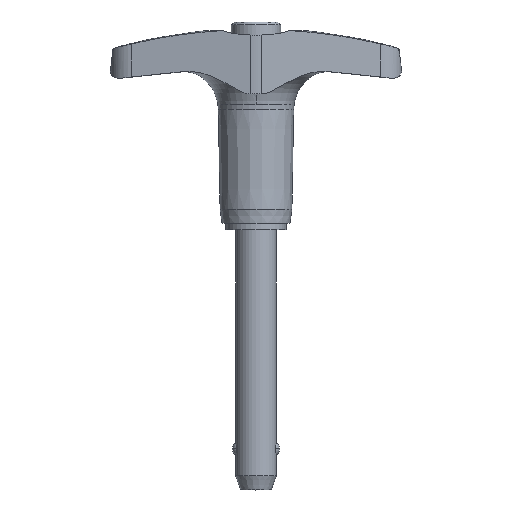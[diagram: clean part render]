
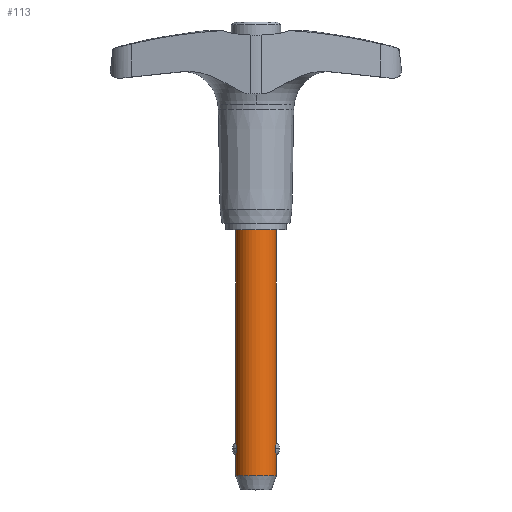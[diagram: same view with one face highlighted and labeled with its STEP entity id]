
A CAD part, top view. The second image highlights one B-rep face of the part: STEP entity #113.
In plain terms, the highlighted cylindrical face has radius 3.175 mm (diameter 6.35 mm), a partial arc.
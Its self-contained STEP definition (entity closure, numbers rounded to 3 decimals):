
#113=ADVANCED_FACE('',(#290),#291,.T.);
#290=FACE_OUTER_BOUND('',#529,.T.);
#291=CYLINDRICAL_SURFACE('',#530,3.175);
#529=EDGE_LOOP('',(#819,#820,#821,#822,#823,#824,#825,#826,#827,#828));
#530=AXIS2_PLACEMENT_3D('',#829,#830,#831);
#819=ORIENTED_EDGE('',*,*,#1512,.T.);
#820=ORIENTED_EDGE('',*,*,#1513,.T.);
#821=ORIENTED_EDGE('',*,*,#1514,.T.);
#822=ORIENTED_EDGE('',*,*,#1515,.T.);
#823=ORIENTED_EDGE('',*,*,#1455,.F.);
#824=ORIENTED_EDGE('',*,*,#1516,.T.);
#825=ORIENTED_EDGE('',*,*,#1517,.T.);
#826=ORIENTED_EDGE('',*,*,#1518,.T.);
#827=ORIENTED_EDGE('',*,*,#1519,.T.);
#828=ORIENTED_EDGE('',*,*,#1520,.T.);
#829=CARTESIAN_POINT('',(0.0,-20.193,0.0));
#830=DIRECTION('',(-0.0,1.0,0.0));
#831=DIRECTION('',(1.0,0.0,0.0));
#1455=EDGE_CURVE('',#1738,#1737,#1740,.T.);
#1512=EDGE_CURVE('',#1844,#1845,#1846,.T.);
#1513=EDGE_CURVE('',#1845,#1847,#1848,.T.);
#1514=EDGE_CURVE('',#1847,#1849,#1850,.T.);
#1515=EDGE_CURVE('',#1849,#1737,#1851,.T.);
#1516=EDGE_CURVE('',#1738,#1852,#1853,.T.);
#1517=EDGE_CURVE('',#1852,#1854,#1855,.T.);
#1518=EDGE_CURVE('',#1854,#1856,#1857,.T.);
#1519=EDGE_CURVE('',#1856,#1858,#1859,.T.);
#1520=EDGE_CURVE('',#1858,#1844,#1860,.T.);
#1737=VERTEX_POINT('',#2154);
#1738=VERTEX_POINT('',#2155);
#1740=CIRCLE('',#2157,3.175);
#1844=VERTEX_POINT('',#2654);
#1845=VERTEX_POINT('',#2655);
#1846=LINE('',#2656,#2657);
#1847=VERTEX_POINT('',#2658);
#1848=B_SPLINE_CURVE_WITH_KNOTS('',3,(#2659,#2660,#2661,#2662,#2663,#2664,#2665,#2666,#2667,#2668,#2669,#2670,#2671,#2672),.UNSPECIFIED.,.F.,.F.,(4,2,2,2,2,2,4),(1.601,1.892,2.183,2.351,2.519,2.861,3.203),.UNSPECIFIED.);
#1849=VERTEX_POINT('',#2673);
#1850=B_SPLINE_CURVE_WITH_KNOTS('',3,(#2674,#2675,#2676,#2677,#2678,#2679,#2680,#2681,#2682,#2683,#2684,#2685,#2686,#2687),.UNSPECIFIED.,.F.,.F.,(4,2,2,2,2,2,4),(3.203,3.545,3.887,4.055,4.223,4.514,4.804),.UNSPECIFIED.);
#1851=LINE('',#2688,#2689);
#1852=VERTEX_POINT('',#2690);
#1853=LINE('',#2691,#2692);
#1854=VERTEX_POINT('',#2693);
#1855=B_SPLINE_CURVE_WITH_KNOTS('',3,(#2694,#2695,#2696,#2697,#2698,#2699,#2700,#2701,#2702,#2703,#2704,#2705,#2706,#2707),.UNSPECIFIED.,.F.,.F.,(4,2,2,2,2,2,4),(4.804,5.095,5.386,5.554,5.722,6.064,6.406),.UNSPECIFIED.);
#1856=VERTEX_POINT('',#2708);
#1857=B_SPLINE_CURVE_WITH_KNOTS('',3,(#2709,#2710,#2711,#2712,#2713,#2714,#2715,#2716,#2717,#2718,#2719,#2720,#2721,#2722),.UNSPECIFIED.,.F.,.F.,(4,2,2,2,2,2,4),(0.0,0.342,0.684,0.852,1.02,1.311,1.601),.UNSPECIFIED.);
#1858=VERTEX_POINT('',#2723);
#1859=LINE('',#2724,#2725);
#1860=CIRCLE('',#2726,3.175);
#2154=CARTESIAN_POINT('',(3.175,0.0,0.0));
#2155=CARTESIAN_POINT('',(-3.175,0.0,0.));
#2157=AXIS2_PLACEMENT_3D('',#3859,#3860,#3861);
#2654=CARTESIAN_POINT('',(3.175,-38.176,0.0));
#2655=CARTESIAN_POINT('',(3.175,-35.013,0.));
#2656=CARTESIAN_POINT('',(3.175,-20.193,0.));
#2657=VECTOR('',#3917,1.0);
#2658=CARTESIAN_POINT('',(2.97,-34.016,1.123));
#2659=CARTESIAN_POINT('',(3.175,-35.013,0.));
#2660=CARTESIAN_POINT('',(3.175,-35.013,0.097));
#2661=CARTESIAN_POINT('',(3.17,-35.002,0.202));
#2662=CARTESIAN_POINT('',(3.151,-34.952,0.405));
#2663=CARTESIAN_POINT('',(3.136,-34.915,0.503));
#2664=CARTESIAN_POINT('',(3.111,-34.843,0.636));
#2665=CARTESIAN_POINT('',(3.1,-34.811,0.687));
#2666=CARTESIAN_POINT('',(3.077,-34.738,0.783));
#2667=CARTESIAN_POINT('',(3.065,-34.698,0.828));
#2668=CARTESIAN_POINT('',(3.033,-34.576,0.942));
#2669=CARTESIAN_POINT('',(3.011,-34.474,1.01));
#2670=CARTESIAN_POINT('',(2.979,-34.251,1.1));
#2671=CARTESIAN_POINT('',(2.97,-34.13,1.123));
#2672=CARTESIAN_POINT('',(2.97,-34.016,1.123));
#2673=CARTESIAN_POINT('',(3.175,-33.02,0.));
#2674=CARTESIAN_POINT('',(2.97,-34.016,1.123));
#2675=CARTESIAN_POINT('',(2.97,-33.902,1.123));
#2676=CARTESIAN_POINT('',(2.979,-33.781,1.1));
#2677=CARTESIAN_POINT('',(3.011,-33.559,1.01));
#2678=CARTESIAN_POINT('',(3.033,-33.457,0.942));
#2679=CARTESIAN_POINT('',(3.065,-33.335,0.828));
#2680=CARTESIAN_POINT('',(3.077,-33.295,0.783));
#2681=CARTESIAN_POINT('',(3.1,-33.222,0.687));
#2682=CARTESIAN_POINT('',(3.111,-33.189,0.636));
#2683=CARTESIAN_POINT('',(3.136,-33.118,0.503));
#2684=CARTESIAN_POINT('',(3.151,-33.081,0.405));
#2685=CARTESIAN_POINT('',(3.17,-33.031,0.202));
#2686=CARTESIAN_POINT('',(3.175,-33.02,0.097));
#2687=CARTESIAN_POINT('',(3.175,-33.02,0.));
#2688=CARTESIAN_POINT('',(3.175,-20.193,0.));
#2689=VECTOR('',#3918,1.0);
#2690=CARTESIAN_POINT('',(-3.175,-33.02,0.));
#2691=CARTESIAN_POINT('',(-3.175,-20.193,0.));
#2692=VECTOR('',#3919,1.0);
#2693=CARTESIAN_POINT('',(-2.97,-34.016,1.123));
#2694=CARTESIAN_POINT('',(-3.175,-33.02,0.));
#2695=CARTESIAN_POINT('',(-3.175,-33.02,0.097));
#2696=CARTESIAN_POINT('',(-3.17,-33.031,0.202));
#2697=CARTESIAN_POINT('',(-3.151,-33.081,0.405));
#2698=CARTESIAN_POINT('',(-3.136,-33.118,0.503));
#2699=CARTESIAN_POINT('',(-3.111,-33.189,0.636));
#2700=CARTESIAN_POINT('',(-3.1,-33.222,0.687));
#2701=CARTESIAN_POINT('',(-3.077,-33.295,0.783));
#2702=CARTESIAN_POINT('',(-3.065,-33.335,0.828));
#2703=CARTESIAN_POINT('',(-3.033,-33.457,0.942));
#2704=CARTESIAN_POINT('',(-3.011,-33.559,1.01));
#2705=CARTESIAN_POINT('',(-2.979,-33.781,1.1));
#2706=CARTESIAN_POINT('',(-2.97,-33.902,1.123));
#2707=CARTESIAN_POINT('',(-2.97,-34.016,1.123));
#2708=CARTESIAN_POINT('',(-3.175,-35.013,0.));
#2709=CARTESIAN_POINT('',(-2.97,-34.016,1.123));
#2710=CARTESIAN_POINT('',(-2.97,-34.13,1.123));
#2711=CARTESIAN_POINT('',(-2.979,-34.251,1.1));
#2712=CARTESIAN_POINT('',(-3.011,-34.474,1.01));
#2713=CARTESIAN_POINT('',(-3.033,-34.576,0.942));
#2714=CARTESIAN_POINT('',(-3.065,-34.698,0.828));
#2715=CARTESIAN_POINT('',(-3.077,-34.738,0.783));
#2716=CARTESIAN_POINT('',(-3.1,-34.811,0.687));
#2717=CARTESIAN_POINT('',(-3.111,-34.843,0.636));
#2718=CARTESIAN_POINT('',(-3.136,-34.915,0.503));
#2719=CARTESIAN_POINT('',(-3.151,-34.952,0.405));
#2720=CARTESIAN_POINT('',(-3.17,-35.002,0.202));
#2721=CARTESIAN_POINT('',(-3.175,-35.013,0.097));
#2722=CARTESIAN_POINT('',(-3.175,-35.013,0.));
#2723=CARTESIAN_POINT('',(-3.175,-38.176,0.));
#2724=CARTESIAN_POINT('',(-3.175,-20.193,0.));
#2725=VECTOR('',#3920,1.0);
#2726=AXIS2_PLACEMENT_3D('',#3921,#3922,#3923);
#3859=CARTESIAN_POINT('',(0.0,0.0,0.0));
#3860=DIRECTION('',(-0.0,1.0,0.0));
#3861=DIRECTION('',(1.0,0.0,0.0));
#3917=DIRECTION('',(0.0,1.0,0.0));
#3918=DIRECTION('',(0.0,1.0,0.0));
#3919=DIRECTION('',(-0.0,-1.0,-0.0));
#3920=DIRECTION('',(-0.0,-1.0,-0.0));
#3921=CARTESIAN_POINT('',(0.0,-38.176,0.0));
#3922=DIRECTION('',(0.,1.0,0.0));
#3923=DIRECTION('',(1.0,0.,0.0));
